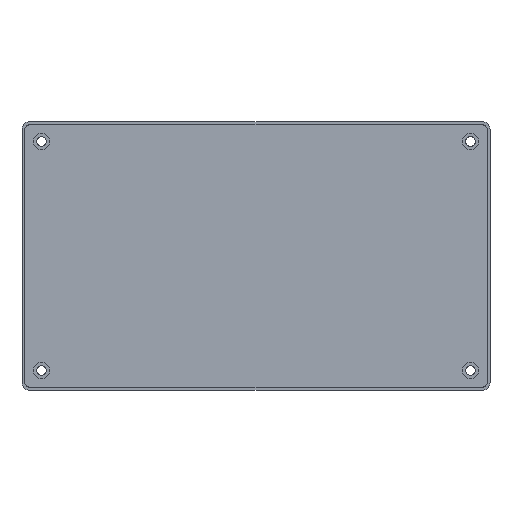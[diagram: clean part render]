
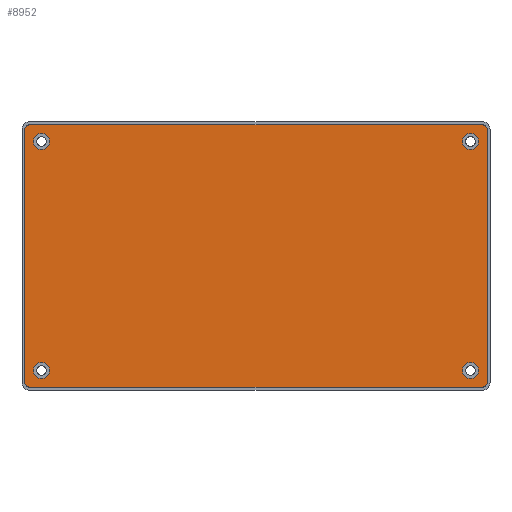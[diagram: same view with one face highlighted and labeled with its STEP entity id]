
A CAD part, top view. The second image highlights one B-rep face of the part: STEP entity #8952.
In plain terms, the highlighted planar face has unit normal (0, 0, 1).
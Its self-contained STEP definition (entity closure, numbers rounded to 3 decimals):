
#819=LINE('',#14878,#1696);
#820=LINE('',#14882,#1697);
#821=LINE('',#14886,#1698);
#822=LINE('',#14889,#1699);
#1696=VECTOR('',#12189,65.85);
#1697=VECTOR('',#12192,117.92);
#1698=VECTOR('',#12195,65.85);
#1699=VECTOR('',#12198,117.92);
#2151=PLANE('',#9782);
#2317=FACE_BOUND('',#3355,.T.);
#2318=FACE_BOUND('',#3356,.T.);
#2319=FACE_BOUND('',#3357,.T.);
#2320=FACE_BOUND('',#3358,.T.);
#2760=FACE_OUTER_BOUND('',#3354,.T.);
#3354=EDGE_LOOP('',(#7887,#7888,#7889,#7890,#7891,#7892,#7893,#7894));
#3355=EDGE_LOOP('',(#7895));
#3356=EDGE_LOOP('',(#7896));
#3357=EDGE_LOOP('',(#7897));
#3358=EDGE_LOOP('',(#7898));
#3522=CIRCLE('',#9149,2.125);
#3524=CIRCLE('',#9152,2.125);
#3526=CIRCLE('',#9155,2.125);
#3528=CIRCLE('',#9158,2.125);
#3720=CIRCLE('',#9783,1.3);
#3721=CIRCLE('',#9784,1.3);
#3722=CIRCLE('',#9785,1.3);
#3723=CIRCLE('',#9786,1.3);
#3833=VERTEX_POINT('',#12731);
#3835=VERTEX_POINT('',#12736);
#3837=VERTEX_POINT('',#12741);
#3839=VERTEX_POINT('',#12746);
#4521=VERTEX_POINT('',#14874);
#4522=VERTEX_POINT('',#14875);
#4523=VERTEX_POINT('',#14877);
#4524=VERTEX_POINT('',#14879);
#4525=VERTEX_POINT('',#14881);
#4526=VERTEX_POINT('',#14883);
#4527=VERTEX_POINT('',#14885);
#4528=VERTEX_POINT('',#14887);
#4670=EDGE_CURVE('',#3833,#3833,#3522,.T.);
#4672=EDGE_CURVE('',#3835,#3835,#3524,.T.);
#4674=EDGE_CURVE('',#3837,#3837,#3526,.T.);
#4676=EDGE_CURVE('',#3839,#3839,#3528,.T.);
#5713=EDGE_CURVE('',#4521,#4522,#3720,.T.);
#5714=EDGE_CURVE('',#4523,#4521,#819,.T.);
#5715=EDGE_CURVE('',#4524,#4523,#3721,.T.);
#5716=EDGE_CURVE('',#4525,#4524,#820,.T.);
#5717=EDGE_CURVE('',#4526,#4525,#3722,.T.);
#5718=EDGE_CURVE('',#4527,#4526,#821,.T.);
#5719=EDGE_CURVE('',#4528,#4527,#3723,.T.);
#5720=EDGE_CURVE('',#4522,#4528,#822,.T.);
#7887=ORIENTED_EDGE('',*,*,#5713,.F.);
#7888=ORIENTED_EDGE('',*,*,#5714,.F.);
#7889=ORIENTED_EDGE('',*,*,#5715,.F.);
#7890=ORIENTED_EDGE('',*,*,#5716,.F.);
#7891=ORIENTED_EDGE('',*,*,#5717,.F.);
#7892=ORIENTED_EDGE('',*,*,#5718,.F.);
#7893=ORIENTED_EDGE('',*,*,#5719,.F.);
#7894=ORIENTED_EDGE('',*,*,#5720,.F.);
#7895=ORIENTED_EDGE('',*,*,#4670,.T.);
#7896=ORIENTED_EDGE('',*,*,#4672,.T.);
#7897=ORIENTED_EDGE('',*,*,#4674,.T.);
#7898=ORIENTED_EDGE('',*,*,#4676,.T.);
#8952=ADVANCED_FACE('',(#2760,#2317,#2318,#2319,#2320),#2151,.F.);
#9149=AXIS2_PLACEMENT_3D('',#12732,#10134,#10135);
#9152=AXIS2_PLACEMENT_3D('',#12737,#10140,#10141);
#9155=AXIS2_PLACEMENT_3D('',#12742,#10146,#10147);
#9158=AXIS2_PLACEMENT_3D('',#12747,#10152,#10153);
#9782=AXIS2_PLACEMENT_3D('',#14873,#12185,#12186);
#9783=AXIS2_PLACEMENT_3D('',#14876,#12187,#12188);
#9784=AXIS2_PLACEMENT_3D('',#14880,#12190,#12191);
#9785=AXIS2_PLACEMENT_3D('',#14884,#12193,#12194);
#9786=AXIS2_PLACEMENT_3D('',#14888,#12196,#12197);
#10134=DIRECTION('center_axis',(0.,0.,
-1.));
#10135=DIRECTION('ref_axis',(0.,1.,0.));
#10140=DIRECTION('center_axis',(0.,0.,
-1.));
#10141=DIRECTION('ref_axis',(0.,1.,0.));
#10146=DIRECTION('center_axis',(0.,0.,
-1.));
#10147=DIRECTION('ref_axis',(0.,1.,0.));
#10152=DIRECTION('center_axis',(0.,0.,
-1.));
#10153=DIRECTION('ref_axis',(0.,1.,0.));
#12185=DIRECTION('center_axis',(0.,0.,
-1.));
#12186=DIRECTION('ref_axis',(0.,1.,0.));
#12187=DIRECTION('center_axis',(0.,0.,
-1.));
#12188=DIRECTION('ref_axis',(0.,1.,0.));
#12189=DIRECTION('',(0.,1.,0.));
#12190=DIRECTION('center_axis',(0.,0.,
-1.));
#12191=DIRECTION('ref_axis',(0.,1.,0.));
#12192=DIRECTION('',(-1.,0.,0.));
#12193=DIRECTION('center_axis',(0.,0.,
-1.));
#12194=DIRECTION('ref_axis',(0.,1.,0.));
#12195=DIRECTION('',(0.,-1.,0.));
#12196=DIRECTION('center_axis',(0.,0.,
-1.));
#12197=DIRECTION('ref_axis',(0.,1.,0.));
#12198=DIRECTION('',(1.,0.,0.));
#12731=CARTESIAN_POINT('',(55.9,31.975,12.7));
#12732=CARTESIAN_POINT('Origin',(55.9,29.85,12.7));
#12736=CARTESIAN_POINT('',(55.9,-27.725,12.7));
#12737=CARTESIAN_POINT('Origin',(55.9,-29.85,12.7));
#12741=CARTESIAN_POINT('',(-55.9,-27.725,12.7));
#12742=CARTESIAN_POINT('Origin',(-55.9,-29.85,12.7));
#12746=CARTESIAN_POINT('',(-55.9,31.975,12.7));
#12747=CARTESIAN_POINT('Origin',(-55.9,29.85,12.7));
#14873=CARTESIAN_POINT('Origin',(-58.96,32.925,12.7));
#14874=CARTESIAN_POINT('',(-60.26,32.925,12.7));
#14875=CARTESIAN_POINT('',(-58.96,34.225,12.7));
#14876=CARTESIAN_POINT('Origin',(-58.96,32.925,12.7));
#14877=CARTESIAN_POINT('',(-60.26,-32.925,12.7));
#14878=CARTESIAN_POINT('',(-60.26,-32.925,12.7));
#14879=CARTESIAN_POINT('',(-58.96,-34.225,12.7));
#14880=CARTESIAN_POINT('Origin',(-58.96,-32.925,12.7));
#14881=CARTESIAN_POINT('',(58.96,-34.225,12.7));
#14882=CARTESIAN_POINT('',(58.96,-34.225,12.7));
#14883=CARTESIAN_POINT('',(60.26,-32.925,12.7));
#14884=CARTESIAN_POINT('Origin',(58.96,-32.925,12.7));
#14885=CARTESIAN_POINT('',(60.26,32.925,12.7));
#14886=CARTESIAN_POINT('',(60.26,32.925,12.7));
#14887=CARTESIAN_POINT('',(58.96,34.225,12.7));
#14888=CARTESIAN_POINT('Origin',(58.96,32.925,12.7));
#14889=CARTESIAN_POINT('',(-58.96,34.225,12.7));
